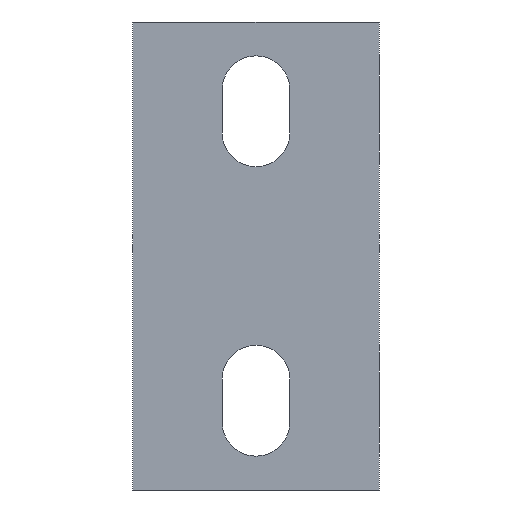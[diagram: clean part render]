
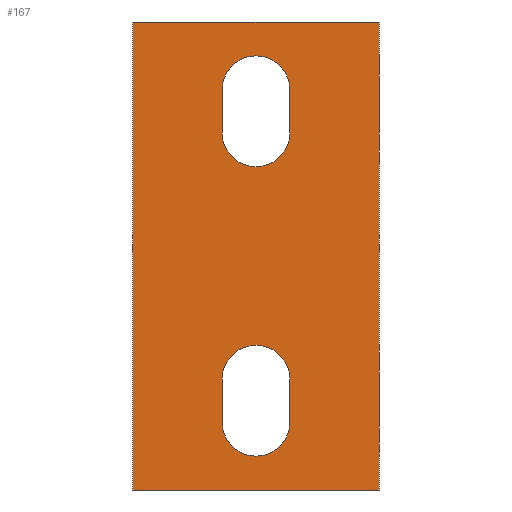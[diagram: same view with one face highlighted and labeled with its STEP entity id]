
A CAD part, left-side view. The second image highlights one B-rep face of the part: STEP entity #167.
In plain terms, the highlighted planar face has unit normal (-1, 0, 0).
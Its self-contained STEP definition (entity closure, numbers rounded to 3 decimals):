
#10 = CIRCLE ( 'NONE', #656, 2.75 ) ;
#14 = ORIENTED_EDGE ( 'NONE', *, *, #629, .T. ) ;
#17 = CARTESIAN_POINT ( 'NONE',  ( 0., 0., 38. ) ) ;
#24 = VECTOR ( 'NONE', #871, 1000. ) ;
#44 = CARTESIAN_POINT ( 'NONE',  ( 0., 20., 0. ) ) ;
#49 = CARTESIAN_POINT ( 'NONE',  ( 0., 0., 0. ) ) ;
#50 = DIRECTION ( 'NONE',  ( 0., -1., 0. ) ) ;
#56 = DIRECTION ( 'NONE',  ( 1., 0., 0. ) ) ;
#58 = DIRECTION ( 'NONE',  ( 0., 0., 1. ) ) ;
#63 = VECTOR ( 'NONE', #926, 1000. ) ;
#73 = PLANE ( 'NONE',  #524 ) ;
#88 = CARTESIAN_POINT ( 'NONE',  ( 0., 12.75, 32.5 ) ) ;
#104 = CARTESIAN_POINT ( 'NONE',  ( 0., 7.25, 29. ) ) ;
#105 = LINE ( 'NONE', #145, #466 ) ;
#107 = DIRECTION ( 'NONE',  ( 0., 0., -1. ) ) ;
#132 = EDGE_CURVE ( 'NONE', #915, #604, #230, .T. ) ;
#142 = CARTESIAN_POINT ( 'NONE',  ( 0., 10., 26.25 ) ) ;
#145 = CARTESIAN_POINT ( 'NONE',  ( 0., 20., 38. ) ) ;
#153 = VERTEX_POINT ( 'NONE', #182 ) ;
#159 = EDGE_LOOP ( 'NONE', ( #371, #536, #873, #886, #846 ) ) ;
#161 = FACE_OUTER_BOUND ( 'NONE', #497, .T. ) ;
#167 = ADVANCED_FACE ( 'NONE', ( #241, #264, #161 ), #73, .F. ) ;
#171 = VERTEX_POINT ( 'NONE', #142 ) ;
#182 = CARTESIAN_POINT ( 'NONE',  ( 0., 20., 0. ) ) ;
#186 = AXIS2_PLACEMENT_3D ( 'NONE', #421, #56, #58 ) ;
#188 = CIRCLE ( 'NONE', #784, 2.75 ) ;
#198 = ORIENTED_EDGE ( 'NONE', *, *, #691, .T. ) ;
#210 = AXIS2_PLACEMENT_3D ( 'NONE', #305, #769, #991 ) ;
#222 = EDGE_CURVE ( 'NONE', #492, #341, #526, .T. ) ;
#230 = LINE ( 'NONE', #104, #274 ) ;
#233 = CARTESIAN_POINT ( 'NONE',  ( 0., 10., 2.75 ) ) ;
#241 = FACE_BOUND ( 'NONE', #655, .T. ) ;
#261 = LINE ( 'NONE', #316, #63 ) ;
#264 = FACE_BOUND ( 'NONE', #159, .T. ) ;
#267 = CARTESIAN_POINT ( 'NONE',  ( 0., 20., 38. ) ) ;
#274 = VECTOR ( 'NONE', #107, 1000. ) ;
#288 = DIRECTION ( 'NONE',  ( 0., 0., -1. ) ) ;
#299 = LINE ( 'NONE', #360, #837 ) ;
#305 = CARTESIAN_POINT ( 'NONE',  ( 0., 10., 29. ) ) ;
#316 = CARTESIAN_POINT ( 'NONE',  ( 0., 12.75, 29. ) ) ;
#323 = DIRECTION ( 'NONE',  ( 1., 0., 0. ) ) ;
#332 = ORIENTED_EDGE ( 'NONE', *, *, #621, .T. ) ;
#336 = CIRCLE ( 'NONE', #186, 2.75 ) ;
#339 = CARTESIAN_POINT ( 'NONE',  ( 0., 7.25, 9. ) ) ;
#341 = VERTEX_POINT ( 'NONE', #730 ) ;
#344 = VECTOR ( 'NONE', #811, 1000. ) ;
#350 = CARTESIAN_POINT ( 'NONE',  ( 0., 7.25, 29. ) ) ;
#356 = CARTESIAN_POINT ( 'NONE',  ( 0., 10., 5.5 ) ) ;
#360 = CARTESIAN_POINT ( 'NONE',  ( 0., 20., 38. ) ) ;
#371 = ORIENTED_EDGE ( 'NONE', *, *, #132, .T. ) ;
#375 = EDGE_CURVE ( 'NONE', #604, #171, #878, .T. ) ;
#381 = DIRECTION ( 'NONE',  ( 0., 0., -1. ) ) ;
#390 = VERTEX_POINT ( 'NONE', #233 ) ;
#398 = LINE ( 'NONE', #547, #24 ) ;
#418 = EDGE_CURVE ( 'NONE', #341, #843, #10, .T. ) ;
#421 = CARTESIAN_POINT ( 'NONE',  ( 0., 10., 5.5 ) ) ;
#423 = EDGE_CURVE ( 'NONE', #585, #915, #960, .T. ) ;
#432 = DIRECTION ( 'NONE',  ( 0., 0., -1. ) ) ;
#434 = DIRECTION ( 'NONE',  ( 1., 0., 0. ) ) ;
#439 = DIRECTION ( 'NONE',  ( 0., 0., 1. ) ) ;
#445 = EDGE_CURVE ( 'NONE', #390, #492, #188, .T. ) ;
#449 = DIRECTION ( 'NONE',  ( 0., 0., 1. ) ) ;
#463 = ORIENTED_EDGE ( 'NONE', *, *, #862, .T. ) ;
#464 = DIRECTION ( 'NONE',  ( 1., 0., 0. ) ) ;
#466 = VECTOR ( 'NONE', #288, 1000. ) ;
#467 = DIRECTION ( 'NONE',  ( 0., 0., -1. ) ) ;
#485 = DIRECTION ( 'NONE',  ( 0., 0., -1. ) ) ;
#492 = VERTEX_POINT ( 'NONE', #1001 ) ;
#497 = EDGE_LOOP ( 'NONE', ( #332, #717, #783, #198 ) ) ;
#499 = VECTOR ( 'NONE', #439, 1000. ) ;
#502 = CARTESIAN_POINT ( 'NONE',  ( 0., 20., 38. ) ) ;
#518 = EDGE_CURVE ( 'NONE', #727, #585, #261, .T. ) ;
#519 = CARTESIAN_POINT ( 'NONE',  ( 0., 10., 32.5 ) ) ;
#524 = AXIS2_PLACEMENT_3D ( 'NONE', #502, #464, #381 ) ;
#526 = LINE ( 'NONE', #696, #499 ) ;
#536 = ORIENTED_EDGE ( 'NONE', *, *, #375, .T. ) ;
#547 = CARTESIAN_POINT ( 'NONE',  ( 0., 0., 38. ) ) ;
#560 = AXIS2_PLACEMENT_3D ( 'NONE', #519, #434, #432 ) ;
#562 = CARTESIAN_POINT ( 'NONE',  ( 0., 7.25, 9. ) ) ;
#569 = CARTESIAN_POINT ( 'NONE',  ( 0., 10., 9. ) ) ;
#574 = DIRECTION ( 'NONE',  ( 0., 0., 1. ) ) ;
#585 = VERTEX_POINT ( 'NONE', #88 ) ;
#586 = DIRECTION ( 'NONE',  ( 1., 0., 0. ) ) ;
#602 = ORIENTED_EDGE ( 'NONE', *, *, #445, .T. ) ;
#604 = VERTEX_POINT ( 'NONE', #350 ) ;
#605 = VERTEX_POINT ( 'NONE', #49 ) ;
#612 = CIRCLE ( 'NONE', #809, 2.75 ) ;
#613 = ORIENTED_EDGE ( 'NONE', *, *, #222, .T. ) ;
#621 = EDGE_CURVE ( 'NONE', #153, #605, #965, .T. ) ;
#626 = ORIENTED_EDGE ( 'NONE', *, *, #418, .T. ) ;
#629 = EDGE_CURVE ( 'NONE', #843, #695, #945, .T. ) ;
#647 = CARTESIAN_POINT ( 'NONE',  ( 0., 7.25, 32.5 ) ) ;
#655 = EDGE_LOOP ( 'NONE', ( #613, #626, #14, #463, #602 ) ) ;
#656 = AXIS2_PLACEMENT_3D ( 'NONE', #569, #586, #574 ) ;
#689 = VERTEX_POINT ( 'NONE', #267 ) ;
#691 = EDGE_CURVE ( 'NONE', #689, #153, #105, .T. ) ;
#695 = VERTEX_POINT ( 'NONE', #716 ) ;
#696 = CARTESIAN_POINT ( 'NONE',  ( 0., 12.75, 9. ) ) ;
#714 = VECTOR ( 'NONE', #485, 1000. ) ;
#716 = CARTESIAN_POINT ( 'NONE',  ( 0., 7.25, 5.5 ) ) ;
#717 = ORIENTED_EDGE ( 'NONE', *, *, #774, .F. ) ;
#727 = VERTEX_POINT ( 'NONE', #735 ) ;
#730 = CARTESIAN_POINT ( 'NONE',  ( 0., 12.75, 9. ) ) ;
#732 = EDGE_CURVE ( 'NONE', #689, #995, #299, .T. ) ;
#735 = CARTESIAN_POINT ( 'NONE',  ( 0., 12.75, 29. ) ) ;
#769 = DIRECTION ( 'NONE',  ( 1., 0., 0. ) ) ;
#774 = EDGE_CURVE ( 'NONE', #995, #605, #398, .T. ) ;
#783 = ORIENTED_EDGE ( 'NONE', *, *, #732, .F. ) ;
#784 = AXIS2_PLACEMENT_3D ( 'NONE', #356, #323, #449 ) ;
#796 = EDGE_CURVE ( 'NONE', #171, #727, #612, .T. ) ;
#809 = AXIS2_PLACEMENT_3D ( 'NONE', #904, #951, #467 ) ;
#811 = DIRECTION ( 'NONE',  ( 0., -1., 0. ) ) ;
#837 = VECTOR ( 'NONE', #50, 1000. ) ;
#843 = VERTEX_POINT ( 'NONE', #339 ) ;
#846 = ORIENTED_EDGE ( 'NONE', *, *, #423, .T. ) ;
#862 = EDGE_CURVE ( 'NONE', #695, #390, #336, .T. ) ;
#871 = DIRECTION ( 'NONE',  ( 0., 0., -1. ) ) ;
#873 = ORIENTED_EDGE ( 'NONE', *, *, #796, .T. ) ;
#878 = CIRCLE ( 'NONE', #210, 2.75 ) ;
#886 = ORIENTED_EDGE ( 'NONE', *, *, #518, .T. ) ;
#904 = CARTESIAN_POINT ( 'NONE',  ( 0., 10., 29. ) ) ;
#915 = VERTEX_POINT ( 'NONE', #647 ) ;
#926 = DIRECTION ( 'NONE',  ( 0., 0., 1. ) ) ;
#945 = LINE ( 'NONE', #562, #714 ) ;
#951 = DIRECTION ( 'NONE',  ( 1., 0., 0. ) ) ;
#960 = CIRCLE ( 'NONE', #560, 2.75 ) ;
#965 = LINE ( 'NONE', #44, #344 ) ;
#991 = DIRECTION ( 'NONE',  ( 0., 0., -1. ) ) ;
#995 = VERTEX_POINT ( 'NONE', #17 ) ;
#1001 = CARTESIAN_POINT ( 'NONE',  ( 0., 12.75, 5.5 ) ) ;
